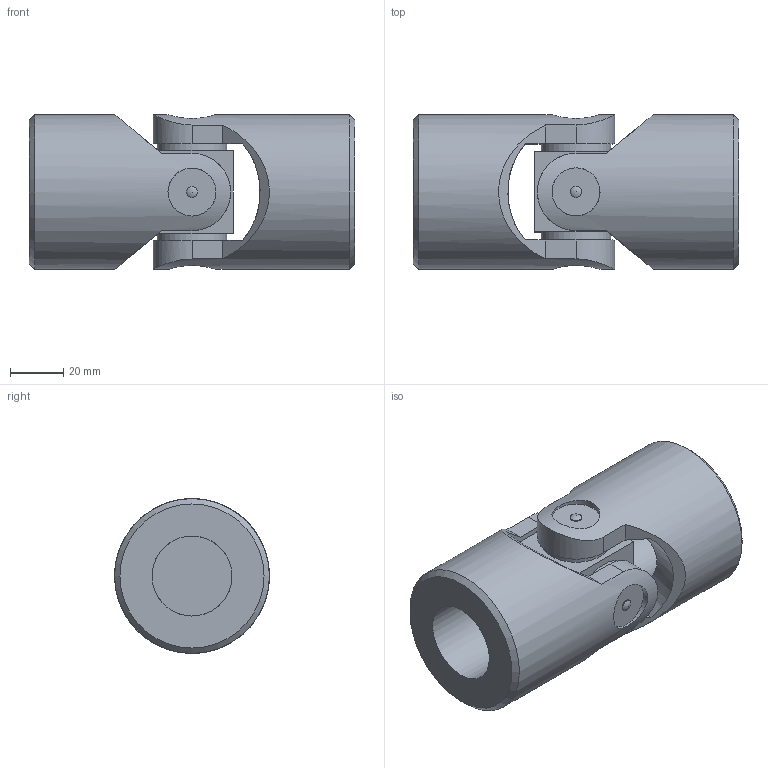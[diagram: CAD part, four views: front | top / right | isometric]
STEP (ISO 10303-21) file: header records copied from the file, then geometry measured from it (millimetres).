
FILE_DESCRIPTION( ( 'STEP AP214' ), '1' );
FILE_NAME( 'SH0S_30000_2_14b.stp', ' ', ( ' ' ), ( ' ' ), 'PSStep 15.0.47', 'PARTsolutions', ' ' );
FILE_SCHEMA( ( 'AUTOMOTIVE_DESIGN { 1 0 10303 214 1 1 1 1 }' ) );
Length unit declared in the file: millimetre
Products named in the file (3): SH0S 30000; HI_6H-1100; HI_6H-2
Assembly tree (3 placements, depth 2):
  SH0S 30000
    HI_6H-1100  x2
    HI_6H-2
Bounding box: 122 x 58 x 58 mm (x, y, z)
Volume: 216410.5 mm3; surface area: 44691.7 mm2
Topology: 3 solids, 3 shells, 60 faces, 147 edges, 101 vertices
Faces by surface type: plane 32, cylinder 20, sphere 4, cone 2, torus 2
Full cylindrical faces by diameter (mm): 4.32 x4, 18 x4, 26 x4, 30 x2, 58 x2
Entity records: 1692 total; most frequent: CARTESIAN_POINT 590, DIRECTION 160, ORIENTED_EDGE 124, AXIS2_PLACEMENT_3D 64, EDGE_CURVE 62, EDGE_LOOP 58, VERTEX_POINT 50, FACE_OUTER_BOUND 47
